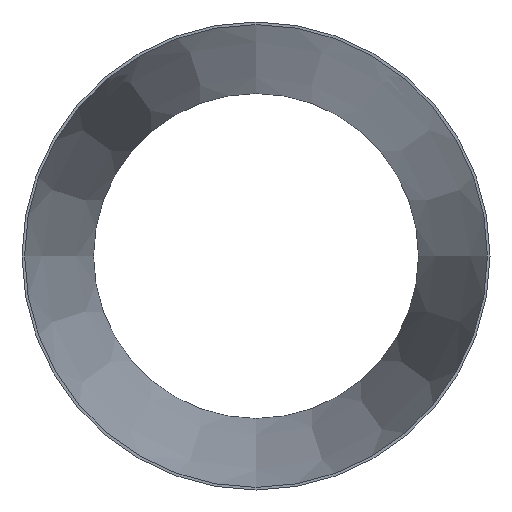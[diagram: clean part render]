
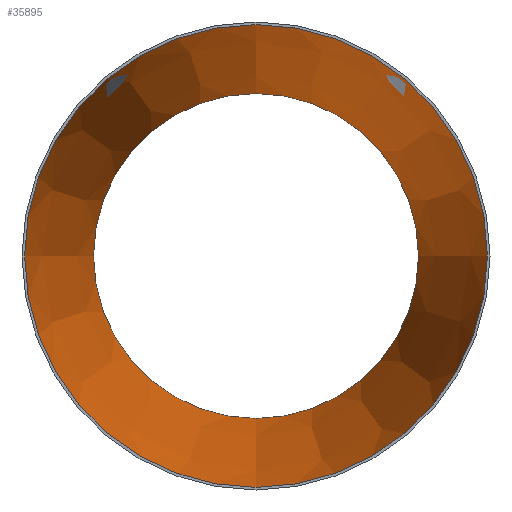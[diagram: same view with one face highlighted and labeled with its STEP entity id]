
A CAD part, front view. The second image highlights one B-rep face of the part: STEP entity #35895.
In plain terms, the highlighted conical face has half-angle 9.124 degrees and reference radius 177.974 mm.
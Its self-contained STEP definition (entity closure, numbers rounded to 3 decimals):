
#3099 = DIRECTION ( 'NONE',  ( 0., -1., 0. ) ) ;
#4990 = CARTESIAN_POINT ( 'NONE',  ( 0., 0., 0. ) ) ;
#11017 = CIRCLE ( 'NONE', #37333, 177.974 ) ;
#11736 = DIRECTION ( 'NONE',  ( 0., 0., -1. ) ) ;
#12079 = EDGE_CURVE ( 'NONE', #13271, #13271, #11017, .T. ) ;
#12613 = ORIENTED_EDGE ( 'NONE', *, *, #28125, .F. ) ;
#13271 = VERTEX_POINT ( 'NONE', #25927 ) ;
#13872 = DIRECTION ( 'NONE',  ( 0., 0., -1. ) ) ;
#16636 = CARTESIAN_POINT ( 'NONE',  ( 0., 330., -124.974 ) ) ;
#17396 = AXIS2_PLACEMENT_3D ( 'NONE', #4990, #17852, #11736 ) ;
#17852 = DIRECTION ( 'NONE',  ( 0., -1., 0. ) ) ;
#19146 = CARTESIAN_POINT ( 'NONE',  ( 0., 330., 0. ) ) ;
#20078 = CONICAL_SURFACE ( 'NONE', #17396, 177.974, 0.159 ) ;
#23001 = AXIS2_PLACEMENT_3D ( 'NONE', #19146, #3099, #25265 ) ;
#23636 = CIRCLE ( 'NONE', #23001, 124.974 ) ;
#25265 = DIRECTION ( 'NONE',  ( 0., 0., -1. ) ) ;
#25927 = CARTESIAN_POINT ( 'NONE',  ( 0., 0., -177.974 ) ) ;
#26135 = VERTEX_POINT ( 'NONE', #16636 ) ;
#26538 = DIRECTION ( 'NONE',  ( 0., -1., 0. ) ) ;
#28125 = EDGE_CURVE ( 'NONE', #26135, #26135, #23636, .T. ) ;
#29555 = EDGE_LOOP ( 'NONE', ( #32685 ) ) ;
#32685 = ORIENTED_EDGE ( 'NONE', *, *, #12079, .T. ) ;
#33883 = FACE_BOUND ( 'NONE', #35992, .T. ) ;
#35895 = ADVANCED_FACE ( 'NONE', ( #33883, #40432 ), #20078, .F. ) ;
#35992 = EDGE_LOOP ( 'NONE', ( #12613 ) ) ;
#37333 = AXIS2_PLACEMENT_3D ( 'NONE', #39626, #26538, #13872 ) ;
#39626 = CARTESIAN_POINT ( 'NONE',  ( 0., 0., 0. ) ) ;
#40432 = FACE_OUTER_BOUND ( 'NONE', #29555, .T. ) ;
